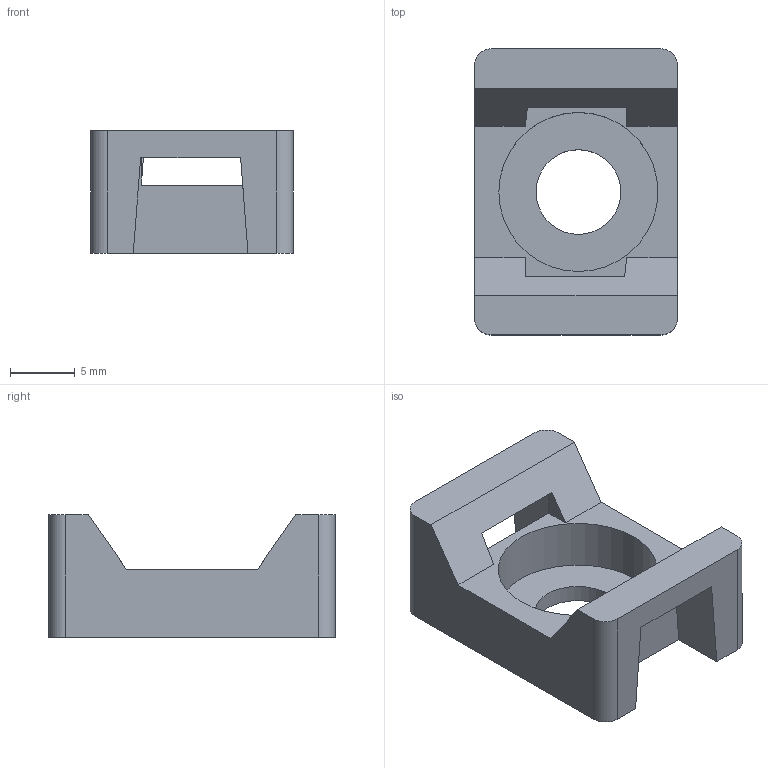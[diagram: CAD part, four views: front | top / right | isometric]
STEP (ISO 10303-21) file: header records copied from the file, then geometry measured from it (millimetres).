
FILE_DESCRIPTION(/* description */ (''),/* implementation_level */ '2;1');
FILE_NAME(/* name */ 'PANDUIT_TM3S25',/* time_stamp */ '2011-10-10T09:53:34-05:00',/* author */ (''),/* organization */ (''),/* preprocessor_version */ 'ST-DEVELOPER v9',/* originating_system */ 'UGS - NX 3.0',/* authorisation */ '');
FILE_SCHEMA (('CONFIG_CONTROL_DESIGN'));
Length unit declared in the file: inch
Products named in the file (1): bwgFA13utdc
Bounding box: 15.7 x 22.16 x 9.51 mm (x, y, z)
Volume: 1360.8 mm3; surface area: 1547.2 mm2
Topology: 1 solids, 1 shells, 27 faces, 84 edges, 56 vertices
Faces by surface type: plane 21, cylinder 6
Full cylindrical faces by diameter (mm): 6.561 x1, 12.319 x1
Entity records: 1020 total; most frequent: CARTESIAN_POINT 166, ORIENTED_EDGE 164, DIRECTION 150, EDGE_CURVE 82, LINE 70, VECTOR 70, VERTEX_POINT 56, AXIS2_PLACEMENT_3D 40
